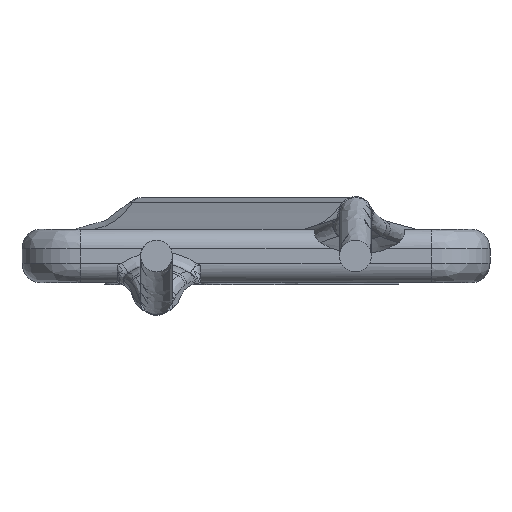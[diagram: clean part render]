
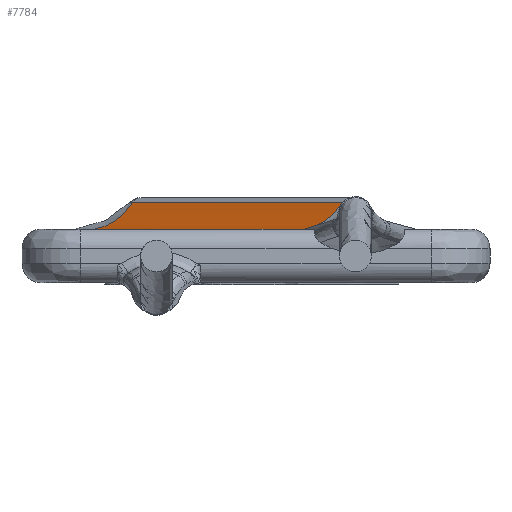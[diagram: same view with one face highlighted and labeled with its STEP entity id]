
A CAD part, front view. The second image highlights one B-rep face of the part: STEP entity #7784.
In plain terms, the highlighted cylindrical face has radius 2.267 mm (diameter 4.535 mm), a partial arc.
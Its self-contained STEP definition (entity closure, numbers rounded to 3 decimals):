
#233 = CARTESIAN_POINT ( 'NONE',  ( 1.684, -4.195, 3.634 ) ) ;
#283 = DIRECTION ( 'NONE',  ( 0.707, -0.707, 0. ) ) ;
#519 = DIRECTION ( 'NONE',  ( 0.707, 0.707, 0. ) ) ;
#866 = ORIENTED_EDGE ( 'NONE', *, *, #2947, .F. ) ;
#1016 = ORIENTED_EDGE ( 'NONE', *, *, #2922, .F. ) ;
#1199 = AXIS2_PLACEMENT_3D ( 'NONE', #233, #9099, #7194 ) ;
#1297 = DIRECTION ( 'NONE',  ( -0.707, 0.707, 0. ) ) ;
#1358 = CARTESIAN_POINT ( 'NONE',  ( 7.24, -9.405, 1.38 ) ) ;
#1504 = CARTESIAN_POINT ( 'NONE',  ( 2.837, -3.041, 2.059 ) ) ;
#2287 = CARTESIAN_POINT ( 'NONE',  ( 8.22, -8.425, 2.059 ) ) ;
#2358 = CARTESIAN_POINT ( 'NONE',  ( 1.684, -4.195, 3.634 ) ) ;
#2367 = VERTEX_POINT ( 'NONE', #2287 ) ;
#2560 = VECTOR ( 'NONE', #1297, 1000. ) ;
#2674 = CARTESIAN_POINT ( 'NONE',  ( 7.067, -9.578, 3.634 ) ) ;
#2866 = AXIS2_PLACEMENT_3D ( 'NONE', #2674, #7967, #5524 ) ;
#2922 = EDGE_CURVE ( 'NONE', #6862, #3349, #6337, .T. ) ;
#2947 = EDGE_CURVE ( 'NONE', #9711, #6862, #5895, .T. ) ;
#3162 = CARTESIAN_POINT ( 'NONE',  ( 2.837, -3.041, 2.059 ) ) ;
#3349 = VERTEX_POINT ( 'NONE', #1504 ) ;
#3991 = LINE ( 'NONE', #3162, #4007 ) ;
#4007 = VECTOR ( 'NONE', #283, 1000. ) ;
#4010 = ORIENTED_EDGE ( 'NONE', *, *, #11514, .F. ) ;
#4925 = DIRECTION ( 'NONE',  ( 0.707, -0.707, 0. ) ) ;
#5149 = CARTESIAN_POINT ( 'NONE',  ( 7.24, -9.405, 1.38 ) ) ;
#5524 = DIRECTION ( 'NONE',  ( 0.707, 0.707, 0. ) ) ;
#5868 = AXIS2_PLACEMENT_3D ( 'NONE', #2358, #4925, #519 ) ;
#5895 = LINE ( 'NONE', #1358, #2560 ) ;
#6337 = CIRCLE ( 'NONE', #1199, 2.267 ) ;
#6862 = VERTEX_POINT ( 'NONE', #11184 ) ;
#7194 = DIRECTION ( 'NONE',  ( 0.076, 0.076, -0.994 ) ) ;
#7784 = ADVANCED_FACE ( 'NONE', ( #11420 ), #8775, .F. ) ;
#7967 = DIRECTION ( 'NONE',  ( -0.707, 0.707, 0. ) ) ;
#8527 = CIRCLE ( 'NONE', #2866, 2.267 ) ;
#8775 = CYLINDRICAL_SURFACE ( 'NONE', #5868, 2.267 ) ;
#9099 = DIRECTION ( 'NONE',  ( 0.707, -0.707, 0. ) ) ;
#9693 = ORIENTED_EDGE ( 'NONE', *, *, #10273, .F. ) ;
#9711 = VERTEX_POINT ( 'NONE', #5149 ) ;
#10273 = EDGE_CURVE ( 'NONE', #3349, #2367, #3991, .T. ) ;
#10536 = EDGE_LOOP ( 'NONE', ( #1016, #866, #4010, #9693 ) ) ;
#11184 = CARTESIAN_POINT ( 'NONE',  ( 1.857, -4.022, 1.38 ) ) ;
#11420 = FACE_OUTER_BOUND ( 'NONE', #10536, .T. ) ;
#11514 = EDGE_CURVE ( 'NONE', #2367, #9711, #8527, .T. ) ;
